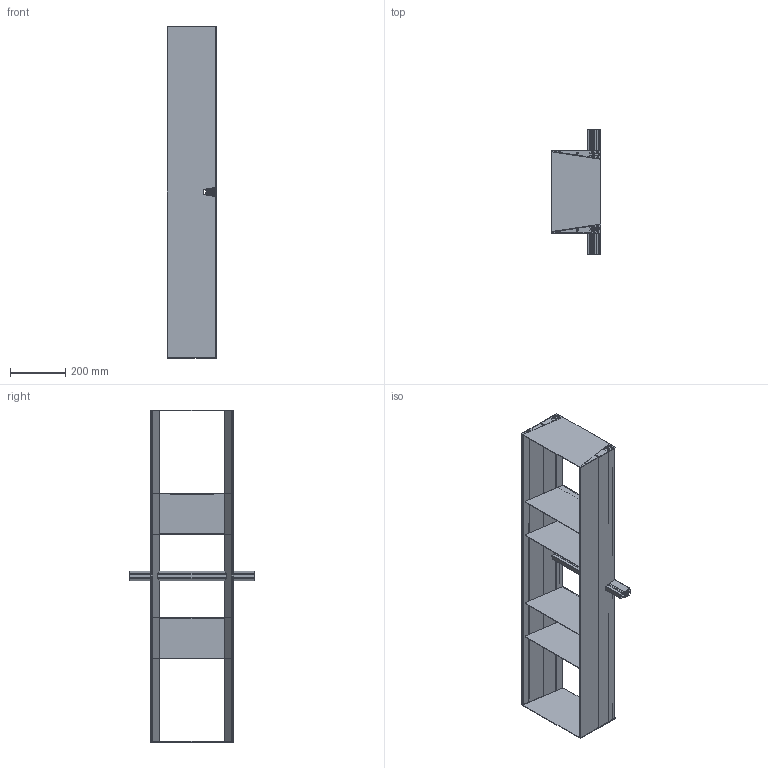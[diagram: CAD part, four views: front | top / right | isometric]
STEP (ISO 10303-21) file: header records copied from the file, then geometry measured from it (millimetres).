
FILE_DESCRIPTION(('STEP AP242'),'1');
FILE_NAME('8041219 transFORM Aufsatzregal 1200.STP','2023-10-27T06:50:50',(' '),(' '),'Spatial InterOp 3D',' ',' ');
FILE_SCHEMA(('AP242_MANAGED_MODEL_BASED_3D_ENGINEERING_MIM_LF {1 0 10303 442 1 1 4}'));
Length unit declared in the file: millimetre
Products named in the file (23): 8041219 transFORM Aufsatzregal 1200; ASSEM1
Assembly tree (22 placements, depth 2):
  8041219 transFORM Aufsatzregal 1200
    ASSEM1
    (unnamed)
    (unnamed)
    (unnamed)
    (unnamed)
    (unnamed)
    (unnamed)
    (unnamed)
    (unnamed)
    (unnamed)
    (unnamed)
    (unnamed)
    (unnamed)
    (unnamed)
    (unnamed)
    (unnamed)
    (unnamed)
    (unnamed)
    (unnamed)
    (unnamed)
    (unnamed)
    (unnamed)
Bounding box: 180.5 x 450 x 1200 mm (x, y, z)
Volume: 3809126.1 mm3; surface area: 3666900 mm2
Topology: 22 solids, 22 shells, 1395 faces, 4003 edges, 2652 vertices
Faces by surface type: cylinder 722, plane 617, cone 48, bspline 8
Entity records: 46867 total; most frequent: DIRECTION 8333, CARTESIAN_POINT 8215, ORIENTED_EDGE 8006, EDGE_CURVE 4003, AXIS2_PLACEMENT_3D 2938, VERTEX_POINT 2652, LINE 2457, VECTOR 2457
